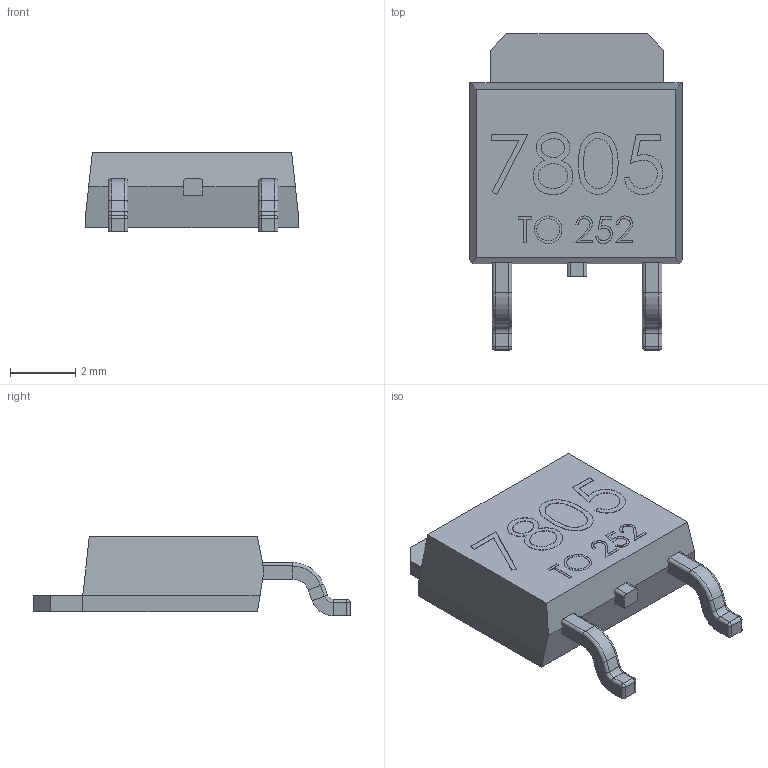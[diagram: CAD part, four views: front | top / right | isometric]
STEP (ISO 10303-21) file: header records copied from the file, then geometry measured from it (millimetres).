
FILE_DESCRIPTION (( 'STEP AP214' ), '1' );
FILE_NAME ('7805 TO252.STEP', '2018-04-09T18:20:52', ( '' ), ( '' ), 'SwSTEP 2.0', 'SolidWorks 2016', '' );
FILE_SCHEMA (( 'AUTOMOTIVE_DESIGN' ));
Length unit declared in the file: millimetre
Products named in the file (3): Corpo^TO252; GND^TO252; 7805 TO252
Assembly tree (2 placements, depth 2):
  7805 TO252
    GND^TO252
    Corpo^TO252
Bounding box: 6.5 x 9.69 x 2.43 mm (x, y, z)
Volume: 84.3 mm3; surface area: 226.1 mm2
Topology: 4 solids, 4 shells, 299 faces, 744 edges, 460 vertices
Faces by surface type: plane 167, bspline 62, cylinder 54, torus 12, sphere 4
Entity records: 13943 total; most frequent: CARTESIAN_POINT 5920, ORIENTED_EDGE 1480, DIRECTION 1208, EDGE_CURVE 740, VECTOR 496, LINE 496, VERTEX_POINT 460, AXIS2_PLACEMENT_3D 356
